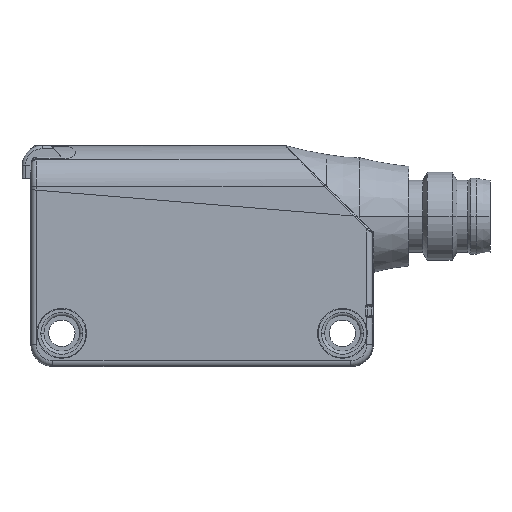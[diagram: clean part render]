
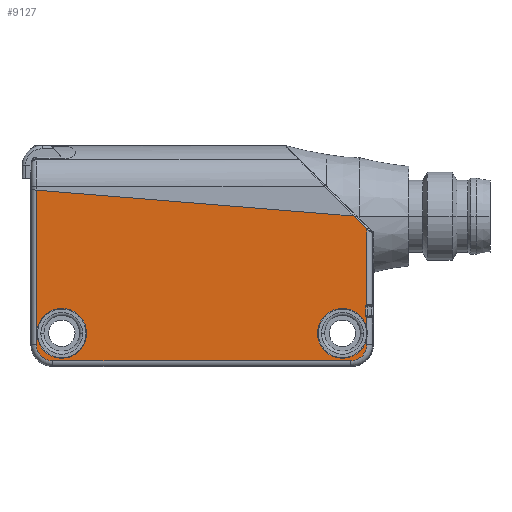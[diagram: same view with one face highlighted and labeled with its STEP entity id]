
A CAD part, left-side view. The second image highlights one B-rep face of the part: STEP entity #9127.
In plain terms, the highlighted planar face has unit normal (-1, 0, 0).
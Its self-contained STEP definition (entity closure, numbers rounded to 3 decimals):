
#825=DIRECTION('',(0.,-1.,0.));
#826=VECTOR('',#825,26.912);
#827=CARTESIAN_POINT('',(-5.5,30.7,-15.312));
#828=LINE('',#827,#826);
#833=DIRECTION('',(0.,-0.707,-0.707));
#834=VECTOR('',#833,1.65);
#835=CARTESIAN_POINT('',(-5.5,3.454,-2.2));
#836=LINE('',#835,#834);
#837=CARTESIAN_POINT('',(-5.5,2.2,-10.412));
#838=DIRECTION('',(-1.,0.,0.));
#839=DIRECTION('',(0.,0.437,0.9));
#840=AXIS2_PLACEMENT_3D('',#837,#838,#839);
#842=CARTESIAN_POINT('',(-5.5,2.2,-11.212));
#843=DIRECTION('',(-1.,0.,0.));
#844=DIRECTION('',(0.,1.,0.));
#845=AXIS2_PLACEMENT_3D('',#842,#843,#844);
#847=CARTESIAN_POINT('',(-5.5,4.5,-12.812));
#848=DIRECTION('',(-1.,0.,0.));
#849=DIRECTION('',(0.,-0.983,0.181));
#850=AXIS2_PLACEMENT_3D('',#847,#848,#849);
#852=CARTESIAN_POINT('',(-5.5,4.5,-12.812));
#853=DIRECTION('',(-1.,0.,0.));
#854=DIRECTION('',(0.,0.,1.));
#855=AXIS2_PLACEMENT_3D('',#852,#853,#854);
#857=CARTESIAN_POINT('',(-5.5,4.5,-12.812));
#858=DIRECTION('',(-1.,0.,0.));
#859=DIRECTION('',(0.,0.,-1.));
#860=AXIS2_PLACEMENT_3D('',#857,#858,#859);
#862=CARTESIAN_POINT('',(-5.5,3.787,-13.812));
#863=DIRECTION('',(1.,0.,0.));
#864=DIRECTION('',(0.,-1.,0.));
#865=AXIS2_PLACEMENT_3D('',#862,#863,#864);
#867=CARTESIAN_POINT('',(-5.5,30.7,-13.812));
#868=DIRECTION('',(1.,0.,0.));
#869=DIRECTION('',(0.,0.,-1.));
#870=AXIS2_PLACEMENT_3D('',#867,#868,#869);
#872=CARTESIAN_POINT('',(-5.5,29.9,-12.812));
#873=DIRECTION('',(-1.,0.,0.));
#874=DIRECTION('',(0.,0.,1.));
#875=AXIS2_PLACEMENT_3D('',#872,#873,#874);
#877=CARTESIAN_POINT('',(-5.5,29.9,-12.812));
#878=DIRECTION('',(-1.,0.,0.));
#879=DIRECTION('',(0.,0.,-1.));
#880=AXIS2_PLACEMENT_3D('',#877,#878,#879);
#917=DIRECTION('',(0.,0.997,0.081));
#918=VECTOR('',#917,28.84);
#919=CARTESIAN_POINT('',(-5.5,3.454,-2.2));
#920=LINE('',#919,#918);
#939=CARTESIAN_POINT('',(-5.5,32.199,0.147));
#940=CARTESIAN_POINT('',(-5.5,32.199,0.147));
#941=CARTESIAN_POINT('',(-5.5,32.199,0.147));
#942=CARTESIAN_POINT('',(-5.5,32.2,0.147));
#943=CARTESIAN_POINT('',(-5.5,32.2,0.147));
#3828=CARTESIAN_POINT('',(-5.5,2.287,
-11.392));
#3844=DIRECTION('',(0.,0.,1.));
#3845=VECTOR('',#3844,0.592);
#3846=CARTESIAN_POINT('',(-5.5,2.287,
-13.812));
#3847=LINE('',#3846,#3845);
#3848=DIRECTION('',(0.,0.,1.));
#3849=VECTOR('',#3848,1.012);
#3850=CARTESIAN_POINT('',(-5.5,2.287,-12.404));
#3851=LINE('',#3850,#3849);
#3886=DIRECTION('',(0.,0.,1.));
#3887=VECTOR('',#3886,0.8);
#3888=CARTESIAN_POINT('',(-5.5,2.4,
-11.212));
#3889=LINE('',#3888,#3887);
#3932=DIRECTION('',(0.,0.,1.));
#3933=VECTOR('',#3932,6.866);
#3934=CARTESIAN_POINT('',(-5.5,2.287,
-10.232));
#3935=LINE('',#3934,#3933);
#5906=DIRECTION('',(0.,0.,-1.));
#5907=VECTOR('',#5906,13.959);
#5908=CARTESIAN_POINT('',(-5.5,32.2,
0.147));
#5909=LINE('',#5908,#5907);
#7521=VERTEX_POINT('',#3828);
#7522=CARTESIAN_POINT('',(-5.5,2.287,-13.812));
#7523=VERTEX_POINT('',#7522);
#7524=CARTESIAN_POINT('',(-5.5,2.287,-13.221));
#7525=VERTEX_POINT('',#7524);
#7526=CARTESIAN_POINT('',(-5.5,2.287,-12.404));
#7527=VERTEX_POINT('',#7526);
#7533=CARTESIAN_POINT('',(-5.5,2.4,-11.212));
#7534=VERTEX_POINT('',#7533);
#7535=CARTESIAN_POINT('',(-5.5,2.287,-10.232));
#7536=CARTESIAN_POINT('',(-5.5,2.4,-10.412));
#7537=VERTEX_POINT('',#7535);
#7538=VERTEX_POINT('',#7536);
#7539=CARTESIAN_POINT('',(-5.5,4.5,-10.562));
#7540=VERTEX_POINT('',#7539);
#7541=CARTESIAN_POINT('',(-5.5,4.5,-15.062));
#7542=VERTEX_POINT('',#7541);
#7543=CARTESIAN_POINT('',(-5.5,3.788,
-15.312));
#7544=VERTEX_POINT('',#7543);
#7545=CARTESIAN_POINT('',(-5.5,30.7,
-15.312));
#7546=VERTEX_POINT('',#7545);
#7547=CARTESIAN_POINT('',(-5.5,32.2,-13.812));
#7548=VERTEX_POINT('',#7547);
#7549=CARTESIAN_POINT('',(-5.5,2.287,
-3.366));
#7550=VERTEX_POINT('',#7549);
#7551=CARTESIAN_POINT('',(-5.5,29.9,-10.562));
#7552=CARTESIAN_POINT('',(-5.5,29.9,-15.062));
#7553=VERTEX_POINT('',#7551);
#7554=VERTEX_POINT('',#7552);
#7744=CARTESIAN_POINT('',(-5.5,3.454,-2.2));
#7745=CARTESIAN_POINT('',(-5.5,32.199,0.147));
#7746=VERTEX_POINT('',#7744);
#7747=VERTEX_POINT('',#7745);
#7811=VERTEX_POINT('',#943);
#9084=CARTESIAN_POINT('',(-5.5,17.244,-7.583));
#9085=DIRECTION('',(1.,0.,0.));
#9086=DIRECTION('',(0.,-1.,0.));
#9087=AXIS2_PLACEMENT_3D('',#9084,#9085,#9086);
#9088=PLANE('',#9087);
#9090=ORIENTED_EDGE('',*,*,#9089,.T.);
#9092=ORIENTED_EDGE('',*,*,#9091,.F.);
#9094=ORIENTED_EDGE('',*,*,#9093,.T.);
#9096=ORIENTED_EDGE('',*,*,#9095,.F.);
#9098=ORIENTED_EDGE('',*,*,#9097,.T.);
#9100=ORIENTED_EDGE('',*,*,#9099,.F.);
#9102=ORIENTED_EDGE('',*,*,#9101,.T.);
#9104=ORIENTED_EDGE('',*,*,#9103,.T.);
#9106=ORIENTED_EDGE('',*,*,#9105,.T.);
#9108=ORIENTED_EDGE('',*,*,#9107,.F.);
#9109=ORIENTED_EDGE('',*,*,#9048,.T.);
#9110=ORIENTED_EDGE('',*,*,#9068,.F.);
#9112=ORIENTED_EDGE('',*,*,#9111,.T.);
#9114=ORIENTED_EDGE('',*,*,#9113,.F.);
#9116=ORIENTED_EDGE('',*,*,#9115,.F.);
#9118=ORIENTED_EDGE('',*,*,#9117,.F.);
#9119=EDGE_LOOP('',(#9090,#9092,#9094,#9096,#9098,#9100,#9102,#9104,#9106,#9108,
#9109,#9110,#9112,#9114,#9116,#9118));
#9120=FACE_OUTER_BOUND('',#9119,.F.);
#9122=ORIENTED_EDGE('',*,*,#9121,.T.);
#9124=ORIENTED_EDGE('',*,*,#9123,.T.);
#9125=EDGE_LOOP('',(#9122,#9124));
#9126=FACE_BOUND('',#9125,.F.);
#9127=ADVANCED_FACE('',(#9120,#9126),#9088,.F.);
#841=CIRCLE('',#840,0.2);
#846=CIRCLE('',#845,0.2);
#851=CIRCLE('',#850,2.25);
#856=CIRCLE('',#855,2.25);
#861=CIRCLE('',#860,2.25);
#866=CIRCLE('',#865,1.5);
#871=CIRCLE('',#870,1.5);
#876=CIRCLE('',#875,2.25);
#881=CIRCLE('',#880,2.25);
#944=B_SPLINE_CURVE_WITH_KNOTS('',3,(#939,#940,#941,#942,#943),.UNSPECIFIED.,
.F.,.F.,(4,1,4),(0.,0.5,1.),.UNSPECIFIED.);
#9048=EDGE_CURVE('',#7523,#7544,#866,.T.);
#9068=EDGE_CURVE('',#7546,#7544,#828,.T.);
#9089=EDGE_CURVE('',#7746,#7550,#836,.T.);
#9091=EDGE_CURVE('',#7537,#7550,#3935,.T.);
#9093=EDGE_CURVE('',#7537,#7538,#841,.T.);
#9095=EDGE_CURVE('',#7534,#7538,#3889,.T.);
#9097=EDGE_CURVE('',#7534,#7521,#846,.T.);
#9099=EDGE_CURVE('',#7527,#7521,#3851,.T.);
#9101=EDGE_CURVE('',#7527,#7540,#851,.T.);
#9103=EDGE_CURVE('',#7540,#7542,#856,.T.);
#9105=EDGE_CURVE('',#7542,#7525,#861,.T.);
#9107=EDGE_CURVE('',#7523,#7525,#3847,.T.);
#9111=EDGE_CURVE('',#7546,#7548,#871,.T.);
#9113=EDGE_CURVE('',#7811,#7548,#5909,.T.);
#9115=EDGE_CURVE('',#7747,#7811,#944,.T.);
#9117=EDGE_CURVE('',#7746,#7747,#920,.T.);
#9121=EDGE_CURVE('',#7553,#7554,#876,.T.);
#9123=EDGE_CURVE('',#7554,#7553,#881,.T.);
